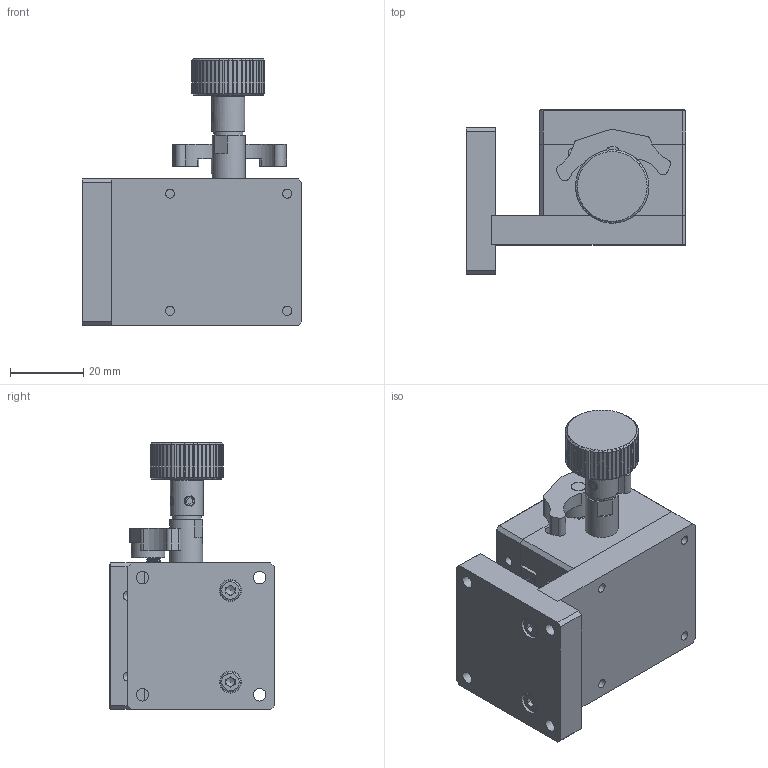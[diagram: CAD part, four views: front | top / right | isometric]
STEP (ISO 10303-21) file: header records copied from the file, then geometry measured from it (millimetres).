
FILE_DESCRIPTION (( 'STEP AP203' ), '1' );
FILE_NAME ('528803.STEP', '2024-10-15T05:41:45', ( 'Windows User' ), ( 'P R C' ), 'SwSTEP 2.0', 'SolidWorks 2020', '' );
FILE_SCHEMA (( 'CONFIG_CONTROL_DESIGN' ));
Length unit declared in the file: millimetre
Products named in the file (1): 528803
Bounding box: 60 x 45 x 72.9 mm (x, y, z)
Volume: 78215.3 mm3; surface area: 38127.1 mm2
Topology: 20 solids, 20 shells, 1095 faces, 2618 edges, 1581 vertices
Faces by surface type: plane 540, cone 253, cylinder 252, bspline 50
Full cylindrical faces by diameter (mm): 2 x3, 2.05 x2, 2.459 x10, 2.5 x24, 2.8 x2, 3 x3, 3.3 x3, 3.4 x10, 3.5 x4, 4 x18, 4.1 x2, 4.5 x4, 5.5 x2, 6 x14, 7.4 x1, 8 x4, 9 x3, 9.2 x1, 14.917 x1
Entity records: 119273 total; most frequent: CARTESIAN_POINT 96192, ORIENTED_EDGE 4698, DIRECTION 4571, EDGE_CURVE 2349, AXIS2_PLACEMENT_3D 1761, VERTEX_POINT 1485, EDGE_LOOP 1332, FACE_OUTER_BOUND 1185
